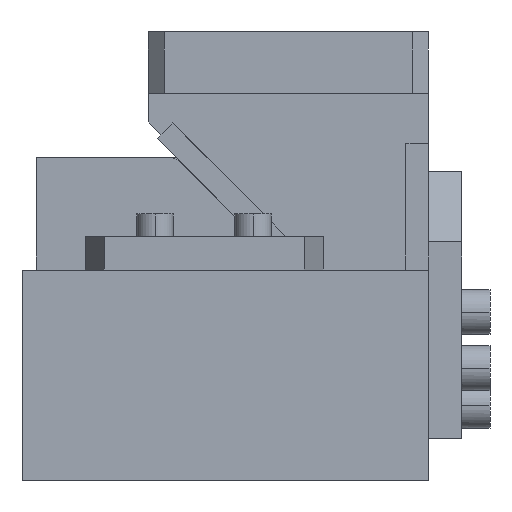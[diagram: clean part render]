
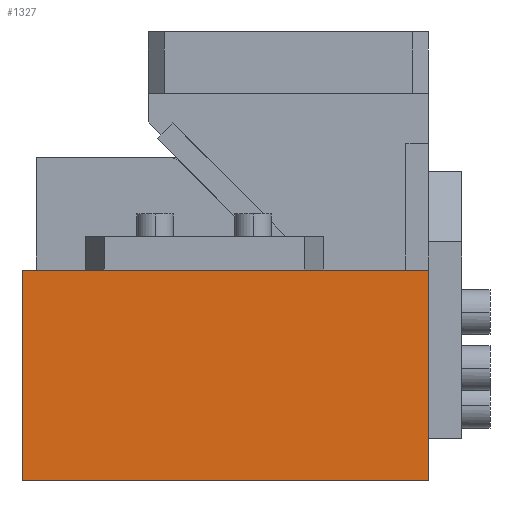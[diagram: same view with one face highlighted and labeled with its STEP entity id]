
A CAD part, left-side view. The second image highlights one B-rep face of the part: STEP entity #1327.
In plain terms, the highlighted planar face has unit normal (-1, 0, 0).
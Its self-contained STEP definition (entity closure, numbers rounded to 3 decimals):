
#610=CARTESIAN_POINT('Vertex',(-65.,0.,75.)) ;
#613=CARTESIAN_POINT('Line Origine',(-65.,0.,37.5)) ;
#617=CARTESIAN_POINT('Vertex',(-65.,0.,0.)) ;
#746=CARTESIAN_POINT('Vertex',(-65.,145.,0.)) ;
#749=CARTESIAN_POINT('Line Origine',(-65.,145.,37.5)) ;
#753=CARTESIAN_POINT('Vertex',(-65.,145.,75.)) ;
#817=CARTESIAN_POINT('Line Origine',(-65.,72.5,75.)) ;
#1311=CARTESIAN_POINT('Axis2P3D Location',(-65.,0.,75.)) ;
#1316=CARTESIAN_POINT('Line Origine',(-65.,72.5,0.)) ;
#614=DIRECTION('Vector Direction',(0.,0.,-1.)) ;
#750=DIRECTION('Vector Direction',(0.,0.,-1.)) ;
#818=DIRECTION('Vector Direction',(0.,1.,0.)) ;
#1312=DIRECTION('Axis2P3D Direction',(1.,0.,0.)) ;
#1313=DIRECTION('Axis2P3D XDirection',(0.,-1.,0.)) ;
#1317=DIRECTION('Vector Direction',(0.,1.,0.)) ;
#1314=AXIS2_PLACEMENT_3D('Plane Axis2P3D',#1311,#1312,#1313) ;
#1322=ORIENTED_EDGE('',*,*,#821,.T.) ;
#1323=ORIENTED_EDGE('',*,*,#755,.T.) ;
#1324=ORIENTED_EDGE('',*,*,#1320,.F.) ;
#1325=ORIENTED_EDGE('',*,*,#619,.F.) ;
#615=VECTOR('Line Direction',#614,1.) ;
#751=VECTOR('Line Direction',#750,1.) ;
#819=VECTOR('Line Direction',#818,1.) ;
#1318=VECTOR('Line Direction',#1317,1.) ;
#1327=ADVANCED_FACE('CAM HOLDER',(#1326),#1315,.F.) ;
#619=EDGE_CURVE('',#611,#618,#616,.T.) ;
#755=EDGE_CURVE('',#754,#747,#752,.T.) ;
#821=EDGE_CURVE('',#611,#754,#820,.T.) ;
#1320=EDGE_CURVE('',#618,#747,#1319,.T.) ;
#1321=EDGE_LOOP('',(#1322,#1323,#1324,#1325)) ;
#1326=FACE_OUTER_BOUND('',#1321,.T.) ;
#616=LINE('Line',#613,#615) ;
#752=LINE('Line',#749,#751) ;
#820=LINE('Line',#817,#819) ;
#1319=LINE('Line',#1316,#1318) ;
#1315=PLANE('Plane',#1314) ;
#611=VERTEX_POINT('',#610) ;
#618=VERTEX_POINT('',#617) ;
#747=VERTEX_POINT('',#746) ;
#754=VERTEX_POINT('',#753) ;
